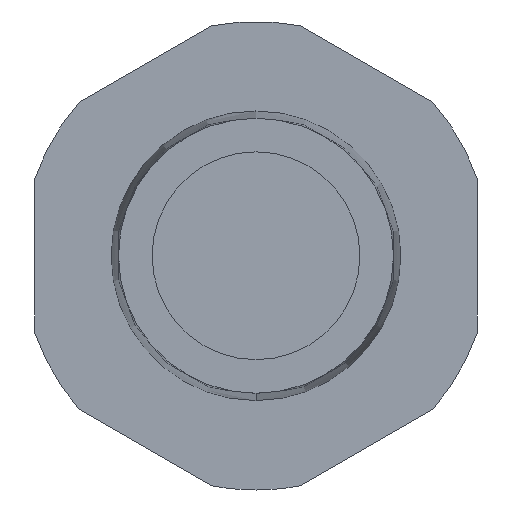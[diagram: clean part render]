
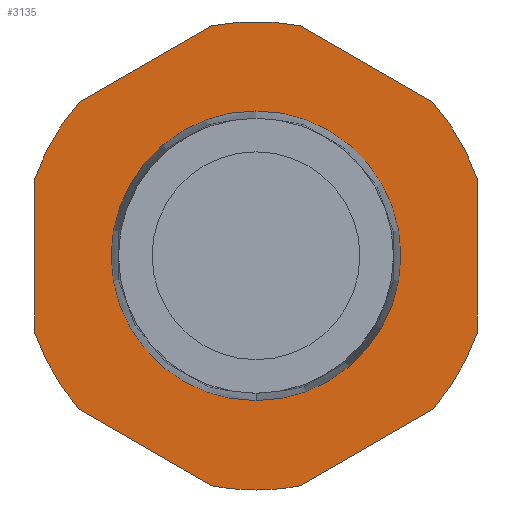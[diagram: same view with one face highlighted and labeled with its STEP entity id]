
A CAD part, front view. The second image highlights one B-rep face of the part: STEP entity #3135.
In plain terms, the highlighted planar face has unit normal (0, -1, 0).
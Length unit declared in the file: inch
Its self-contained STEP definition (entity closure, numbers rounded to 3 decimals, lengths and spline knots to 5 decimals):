
#19 = DIRECTION ( 'NONE',  ( -0.866, 0., -0.5 ) ) ;
#27 = DIRECTION ( 'NONE',  ( 0., 0., -1. ) ) ;
#62 = EDGE_CURVE ( 'NONE', #2618, #2291, #1906, .T. ) ;
#85 = CIRCLE ( 'NONE', #2552, 0.6875 ) ;
#104 = CARTESIAN_POINT ( 'NONE',  ( -0.51895, 0., 0.45094 ) ) ;
#122 = VERTEX_POINT ( 'NONE', #1117 ) ;
#128 = CARTESIAN_POINT ( 'NONE',  ( 0.13105, 0., -0.67489 ) ) ;
#133 = CARTESIAN_POINT ( 'NONE',  ( 0., 0., 0. ) ) ;
#137 = PLANE ( 'NONE',  #3297 ) ;
#178 = AXIS2_PLACEMENT_3D ( 'NONE', #2117, #530, #2402 ) ;
#188 = EDGE_CURVE ( 'NONE', #122, #2291, #319, .T. ) ;
#224 = CARTESIAN_POINT ( 'NONE',  ( -0.65, 0., -0.22396 ) ) ;
#282 = EDGE_CURVE ( 'NONE', #2618, #3448, #950, .T. ) ;
#300 = EDGE_CURVE ( 'NONE', #1783, #1142, #2716, .T. ) ;
#319 = LINE ( 'NONE', #1317, #1729 ) ;
#410 = CARTESIAN_POINT ( 'NONE',  ( 0., 0., 0. ) ) ;
#416 = DIRECTION ( 'NONE',  ( 0., 0., -1. ) ) ;
#435 = CARTESIAN_POINT ( 'NONE',  ( -0.65, 0., 0.37528 ) ) ;
#436 = DIRECTION ( 'NONE',  ( 0., 1., 0. ) ) ;
#484 = ORIENTED_EDGE ( 'NONE', *, *, #3197, .T. ) ;
#530 = DIRECTION ( 'NONE',  ( 0., -1., 0. ) ) ;
#562 = ORIENTED_EDGE ( 'NONE', *, *, #1582, .T. ) ;
#584 = DIRECTION ( 'NONE',  ( 0., -1., 0. ) ) ;
#591 = CARTESIAN_POINT ( 'NONE',  ( 0., 0., 0.75056 ) ) ;
#625 = ORIENTED_EDGE ( 'NONE', *, *, #3024, .T. ) ;
#659 = VERTEX_POINT ( 'NONE', #104 ) ;
#662 = VERTEX_POINT ( 'NONE', #2566 ) ;
#685 = DIRECTION ( 'NONE',  ( 0., 0., -1. ) ) ;
#693 = CARTESIAN_POINT ( 'NONE',  ( -0.13105, 0., -0.67489 ) ) ;
#742 = CIRCLE ( 'NONE', #178, 0.6875 ) ;
#765 = CARTESIAN_POINT ( 'NONE',  ( -0.51895, 0., -0.45094 ) ) ;
#791 = CARTESIAN_POINT ( 'NONE',  ( 0., 0., -0.6875 ) ) ;
#820 = CARTESIAN_POINT ( 'NONE',  ( -0.65, 0., 0.22396 ) ) ;
#825 = CARTESIAN_POINT ( 'NONE',  ( 0.65, 0., -0.37528 ) ) ;
#834 = ORIENTED_EDGE ( 'NONE', *, *, #300, .F. ) ;
#900 = EDGE_CURVE ( 'NONE', #659, #662, #3331, .T. ) ;
#925 = ORIENTED_EDGE ( 'NONE', *, *, #2222, .T. ) ;
#950 = LINE ( 'NONE', #825, #1492 ) ;
#1039 = CIRCLE ( 'NONE', #3047, 0.6875 ) ;
#1084 = CIRCLE ( 'NONE', #2040, 0.6875 ) ;
#1098 = CARTESIAN_POINT ( 'NONE',  ( 0., 0., 0. ) ) ;
#1099 = AXIS2_PLACEMENT_3D ( 'NONE', #1098, #2960, #1363 ) ;
#1110 = AXIS2_PLACEMENT_3D ( 'NONE', #2170, #584, #2450 ) ;
#1117 = CARTESIAN_POINT ( 'NONE',  ( 0.65, 0., 0.22396 ) ) ;
#1142 = VERTEX_POINT ( 'NONE', #2897 ) ;
#1212 = CARTESIAN_POINT ( 'NONE',  ( 0., 0., 0. ) ) ;
#1258 = EDGE_CURVE ( 'NONE', #2789, #662, #3476, .T. ) ;
#1317 = CARTESIAN_POINT ( 'NONE',  ( 0.65, 0., 0.37528 ) ) ;
#1350 = ORIENTED_EDGE ( 'NONE', *, *, #3255, .F. ) ;
#1363 = DIRECTION ( 'NONE',  ( 0., 0., -1. ) ) ;
#1383 = ORIENTED_EDGE ( 'NONE', *, *, #2718, .F. ) ;
#1399 = CARTESIAN_POINT ( 'NONE',  ( 0., 0., 0. ) ) ;
#1417 = ORIENTED_EDGE ( 'NONE', *, *, #282, .F. ) ;
#1442 = VERTEX_POINT ( 'NONE', #791 ) ;
#1468 = DIRECTION ( 'NONE',  ( 0., 0., -1. ) ) ;
#1492 = VECTOR ( 'NONE', #19, 39.37008 ) ;
#1537 = FACE_OUTER_BOUND ( 'NONE', #1951, .T. ) ;
#1570 = CARTESIAN_POINT ( 'NONE',  ( 0., 0., 0. ) ) ;
#1574 = CARTESIAN_POINT ( 'NONE',  ( 0.51895, 0., -0.45094 ) ) ;
#1582 = EDGE_CURVE ( 'NONE', #2284, #2800, #85, .T. ) ;
#1620 = FACE_BOUND ( 'NONE', #2401, .T. ) ;
#1651 = DIRECTION ( 'NONE',  ( 0., -1., 0. ) ) ;
#1672 = DIRECTION ( 'NONE',  ( 0., 0., -1. ) ) ;
#1676 = DIRECTION ( 'NONE',  ( 0., 0., 1. ) ) ;
#1724 = LINE ( 'NONE', #2617, #3071 ) ;
#1729 = VECTOR ( 'NONE', #2675, 39.37008 ) ;
#1761 = DIRECTION ( 'NONE',  ( 0.866, 0., 0.5 ) ) ;
#1773 = VECTOR ( 'NONE', #2176, 39.37008 ) ;
#1777 = CIRCLE ( 'NONE', #2226, 0.6875 ) ;
#1783 = VERTEX_POINT ( 'NONE', #2685 ) ;
#1808 = VERTEX_POINT ( 'NONE', #2426 ) ;
#1827 = DIRECTION ( 'NONE',  ( 0., 0., -1. ) ) ;
#1906 = CIRCLE ( 'NONE', #1110, 0.6875 ) ;
#1908 = VECTOR ( 'NONE', #1761, 39.37008 ) ;
#1914 = ORIENTED_EDGE ( 'NONE', *, *, #2955, .F. ) ;
#1920 = EDGE_CURVE ( 'NONE', #2284, #2900, #2920, .T. ) ;
#1951 = EDGE_LOOP ( 'NONE', ( #562, #1383, #3001, #484, #1417, #3229, #2092, #925, #1914, #2742, #2476, #625, #2887 ) ) ;
#2013 = DIRECTION ( 'NONE',  ( 0., -1., 0. ) ) ;
#2040 = AXIS2_PLACEMENT_3D ( 'NONE', #1212, #3070, #1468 ) ;
#2090 = CARTESIAN_POINT ( 'NONE',  ( 0.65, 0., -0.22396 ) ) ;
#2092 = ORIENTED_EDGE ( 'NONE', *, *, #188, .F. ) ;
#2093 = VERTEX_POINT ( 'NONE', #693 ) ;
#2117 = CARTESIAN_POINT ( 'NONE',  ( 0., 0., 0. ) ) ;
#2164 = CARTESIAN_POINT ( 'NONE',  ( -0.65, 0., -0.37528 ) ) ;
#2170 = CARTESIAN_POINT ( 'NONE',  ( 0., 0., 0. ) ) ;
#2176 = DIRECTION ( 'NONE',  ( 0.866, 0., -0.5 ) ) ;
#2185 = VECTOR ( 'NONE', #1676, 39.37008 ) ;
#2193 = AXIS2_PLACEMENT_3D ( 'NONE', #133, #2013, #416 ) ;
#2222 = EDGE_CURVE ( 'NONE', #122, #1808, #1777, .T. ) ;
#2226 = AXIS2_PLACEMENT_3D ( 'NONE', #1570, #3443, #1827 ) ;
#2277 = DIRECTION ( 'NONE',  ( 0., -1., 0. ) ) ;
#2284 = VERTEX_POINT ( 'NONE', #224 ) ;
#2291 = VERTEX_POINT ( 'NONE', #2090 ) ;
#2304 = DIRECTION ( 'NONE',  ( 0., 0., 1. ) ) ;
#2401 = EDGE_LOOP ( 'NONE', ( #1350, #834 ) ) ;
#2402 = DIRECTION ( 'NONE',  ( 0., 0., -1. ) ) ;
#2426 = CARTESIAN_POINT ( 'NONE',  ( 0.51895, 0., 0.45094 ) ) ;
#2450 = DIRECTION ( 'NONE',  ( 0., 0., -1. ) ) ;
#2476 = ORIENTED_EDGE ( 'NONE', *, *, #900, .F. ) ;
#2552 = AXIS2_PLACEMENT_3D ( 'NONE', #3253, #1651, #27 ) ;
#2566 = CARTESIAN_POINT ( 'NONE',  ( -0.13105, 0., 0.67489 ) ) ;
#2617 = CARTESIAN_POINT ( 'NONE',  ( 0., 0., -0.75056 ) ) ;
#2618 = VERTEX_POINT ( 'NONE', #1574 ) ;
#2675 = DIRECTION ( 'NONE',  ( 0., 0., -1. ) ) ;
#2685 = CARTESIAN_POINT ( 'NONE',  ( 0., 0., 0.425 ) ) ;
#2716 = CIRCLE ( 'NONE', #2953, 0.425 ) ;
#2718 = EDGE_CURVE ( 'NONE', #2093, #2800, #1724, .T. ) ;
#2742 = ORIENTED_EDGE ( 'NONE', *, *, #1258, .T. ) ;
#2789 = VERTEX_POINT ( 'NONE', #3165 ) ;
#2800 = VERTEX_POINT ( 'NONE', #765 ) ;
#2887 = ORIENTED_EDGE ( 'NONE', *, *, #1920, .F. ) ;
#2897 = CARTESIAN_POINT ( 'NONE',  ( 0., 0., -0.425 ) ) ;
#2900 = VERTEX_POINT ( 'NONE', #820 ) ;
#2920 = LINE ( 'NONE', #2164, #2185 ) ;
#2953 = AXIS2_PLACEMENT_3D ( 'NONE', #1399, #3278, #1672 ) ;
#2955 = EDGE_CURVE ( 'NONE', #2789, #1808, #3210, .T. ) ;
#2960 = DIRECTION ( 'NONE',  ( 0., -1., 0. ) ) ;
#3001 = ORIENTED_EDGE ( 'NONE', *, *, #3445, .T. ) ;
#3024 = EDGE_CURVE ( 'NONE', #659, #2900, #1084, .T. ) ;
#3047 = AXIS2_PLACEMENT_3D ( 'NONE', #410, #2277, #685 ) ;
#3070 = DIRECTION ( 'NONE',  ( 0., -1., 0. ) ) ;
#3071 = VECTOR ( 'NONE', #3118, 39.37008 ) ;
#3103 = CARTESIAN_POINT ( 'NONE',  ( 0., 0., 0. ) ) ;
#3118 = DIRECTION ( 'NONE',  ( -0.866, 0., 0.5 ) ) ;
#3135 = ADVANCED_FACE ( 'NONE', ( #1620, #1537 ), #137, .F. ) ;
#3165 = CARTESIAN_POINT ( 'NONE',  ( 0.13105, 0., 0.67489 ) ) ;
#3197 = EDGE_CURVE ( 'NONE', #1442, #3448, #742, .T. ) ;
#3210 = LINE ( 'NONE', #591, #1773 ) ;
#3229 = ORIENTED_EDGE ( 'NONE', *, *, #62, .T. ) ;
#3253 = CARTESIAN_POINT ( 'NONE',  ( 0., 0., 0. ) ) ;
#3255 = EDGE_CURVE ( 'NONE', #1142, #1783, #3320, .T. ) ;
#3278 = DIRECTION ( 'NONE',  ( 0., -1., 0. ) ) ;
#3297 = AXIS2_PLACEMENT_3D ( 'NONE', #3103, #436, #2304 ) ;
#3320 = CIRCLE ( 'NONE', #1099, 0.425 ) ;
#3331 = LINE ( 'NONE', #435, #1908 ) ;
#3443 = DIRECTION ( 'NONE',  ( 0., -1., 0. ) ) ;
#3445 = EDGE_CURVE ( 'NONE', #2093, #1442, #1039, .T. ) ;
#3448 = VERTEX_POINT ( 'NONE', #128 ) ;
#3476 = CIRCLE ( 'NONE', #2193, 0.6875 ) ;
